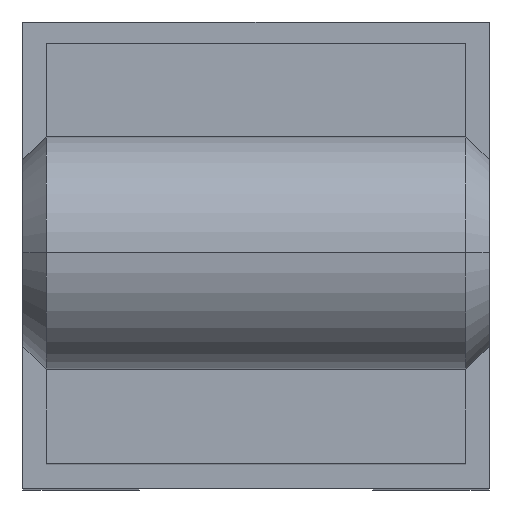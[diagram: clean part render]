
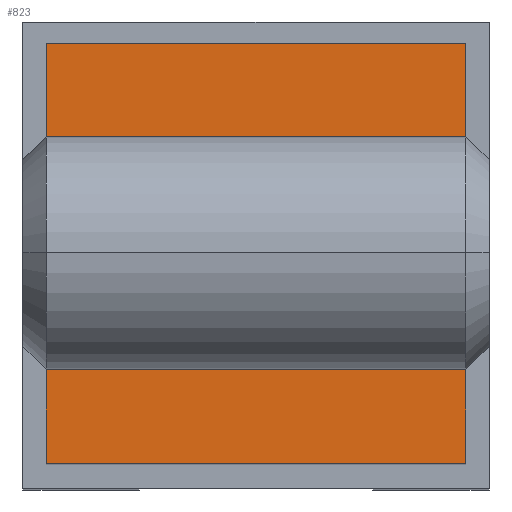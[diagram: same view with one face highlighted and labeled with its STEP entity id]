
A CAD part, top view. The second image highlights one B-rep face of the part: STEP entity #823.
In plain terms, the highlighted planar face has unit normal (0, 0, 1).
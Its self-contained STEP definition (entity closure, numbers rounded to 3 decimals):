
#31 = ORIENTED_EDGE ( 'NONE', *, *, #414, .T. ) ;
#55 = ORIENTED_EDGE ( 'NONE', *, *, #710, .T. ) ;
#88 = VERTEX_POINT ( 'NONE', #229 ) ;
#120 = DIRECTION ( 'NONE',  ( 0., 1., 0. ) ) ;
#123 = VERTEX_POINT ( 'NONE', #255 ) ;
#146 = CARTESIAN_POINT ( 'NONE',  ( -8.32, -8.32, 74.759 ) ) ;
#157 = EDGE_LOOP ( 'NONE', ( #650, #664, #382, #925 ) ) ;
#177 = CARTESIAN_POINT ( 'NONE',  ( 18.72, -18.72, 74.759 ) ) ;
#181 = VERTEX_POINT ( 'NONE', #579 ) ;
#196 = LINE ( 'NONE', #783, #842 ) ;
#206 = VECTOR ( 'NONE', #120, 1000. ) ;
#210 = VERTEX_POINT ( 'NONE', #492 ) ;
#228 = LINE ( 'NONE', #798, #877 ) ;
#229 = CARTESIAN_POINT ( 'NONE',  ( -8.32, -8.32, 74.759 ) ) ;
#255 = CARTESIAN_POINT ( 'NONE',  ( 18.72, 18.72, 74.759 ) ) ;
#258 = DIRECTION ( 'NONE',  ( 1., 0., 0. ) ) ;
#261 = FACE_OUTER_BOUND ( 'NONE', #867, .T. ) ;
#272 = VECTOR ( 'NONE', #725, 1000. ) ;
#297 = CARTESIAN_POINT ( 'NONE',  ( -18.72, -18.72, 74.759 ) ) ;
#298 = EDGE_CURVE ( 'NONE', #508, #123, #886, .T. ) ;
#341 = LINE ( 'NONE', #657, #620 ) ;
#350 = VERTEX_POINT ( 'NONE', #750 ) ;
#378 = VECTOR ( 'NONE', #811, 1000. ) ;
#382 = ORIENTED_EDGE ( 'NONE', *, *, #913, .F. ) ;
#414 = EDGE_CURVE ( 'NONE', #794, #508, #520, .T. ) ;
#431 = EDGE_CURVE ( 'NONE', #123, #350, #341, .T. ) ;
#464 = DIRECTION ( 'NONE',  ( 0., 0., -1. ) ) ;
#489 = LINE ( 'NONE', #502, #272 ) ;
#492 = CARTESIAN_POINT ( 'NONE',  ( 8.32, 8.32, 74.759 ) ) ;
#502 = CARTESIAN_POINT ( 'NONE',  ( 8.32, -8.32, 74.759 ) ) ;
#506 = LINE ( 'NONE', #621, #206 ) ;
#508 = VERTEX_POINT ( 'NONE', #602 ) ;
#520 = LINE ( 'NONE', #177, #597 ) ;
#531 = CARTESIAN_POINT ( 'NONE',  ( 8.32, -8.32, 74.759 ) ) ;
#544 = ORIENTED_EDGE ( 'NONE', *, *, #298, .T. ) ;
#579 = CARTESIAN_POINT ( 'NONE',  ( -8.32, 8.32, 74.759 ) ) ;
#589 = DIRECTION ( 'NONE',  ( -1., 0., 0. ) ) ;
#597 = VECTOR ( 'NONE', #258, 1000. ) ;
#602 = CARTESIAN_POINT ( 'NONE',  ( 18.72, -18.72, 74.759 ) ) ;
#620 = VECTOR ( 'NONE', #589, 1000. ) ;
#621 = CARTESIAN_POINT ( 'NONE',  ( 8.32, 8.32, 74.759 ) ) ;
#622 = ORIENTED_EDGE ( 'NONE', *, *, #431, .T. ) ;
#623 = DIRECTION ( 'NONE',  ( 0., -1., 0. ) ) ;
#636 = PLANE ( 'NONE',  #991 ) ;
#650 = ORIENTED_EDGE ( 'NONE', *, *, #678, .F. ) ;
#657 = CARTESIAN_POINT ( 'NONE',  ( -18.72, 18.72, 74.759 ) ) ;
#664 = ORIENTED_EDGE ( 'NONE', *, *, #864, .F. ) ;
#678 = EDGE_CURVE ( 'NONE', #1077, #210, #506, .T. ) ;
#710 = EDGE_CURVE ( 'NONE', #350, #794, #196, .T. ) ;
#714 = DIRECTION ( 'NONE',  ( 0., 1., 0. ) ) ;
#725 = DIRECTION ( 'NONE',  ( 1., 0., 0. ) ) ;
#736 = EDGE_CURVE ( 'NONE', #210, #181, #228, .T. ) ;
#750 = CARTESIAN_POINT ( 'NONE',  ( -18.72, 18.72, 74.759 ) ) ;
#783 = CARTESIAN_POINT ( 'NONE',  ( -18.72, -18.72, 74.759 ) ) ;
#794 = VERTEX_POINT ( 'NONE', #297 ) ;
#798 = CARTESIAN_POINT ( 'NONE',  ( -8.32, 8.32, 74.759 ) ) ;
#811 = DIRECTION ( 'NONE',  ( 0., -1., 0. ) ) ;
#823 = ADVANCED_FACE ( 'NONE', ( #261, #931 ), #636, .F. ) ;
#841 = VECTOR ( 'NONE', #714, 1000. ) ;
#842 = VECTOR ( 'NONE', #623, 1000. ) ;
#864 = EDGE_CURVE ( 'NONE', #88, #1077, #489, .T. ) ;
#866 = LINE ( 'NONE', #146, #378 ) ;
#867 = EDGE_LOOP ( 'NONE', ( #622, #55, #31, #544 ) ) ;
#877 = VECTOR ( 'NONE', #1038, 1000. ) ;
#886 = LINE ( 'NONE', #974, #841 ) ;
#887 = DIRECTION ( 'NONE',  ( -1., 0., 0. ) ) ;
#913 = EDGE_CURVE ( 'NONE', #181, #88, #866, .T. ) ;
#925 = ORIENTED_EDGE ( 'NONE', *, *, #736, .F. ) ;
#931 = FACE_BOUND ( 'NONE', #157, .T. ) ;
#958 = CARTESIAN_POINT ( 'NONE',  ( 0., 0., 74.759 ) ) ;
#974 = CARTESIAN_POINT ( 'NONE',  ( 18.72, 18.72, 74.759 ) ) ;
#991 = AXIS2_PLACEMENT_3D ( 'NONE', #958, #464, #887 ) ;
#1038 = DIRECTION ( 'NONE',  ( -1., 0., 0. ) ) ;
#1077 = VERTEX_POINT ( 'NONE', #531 ) ;
